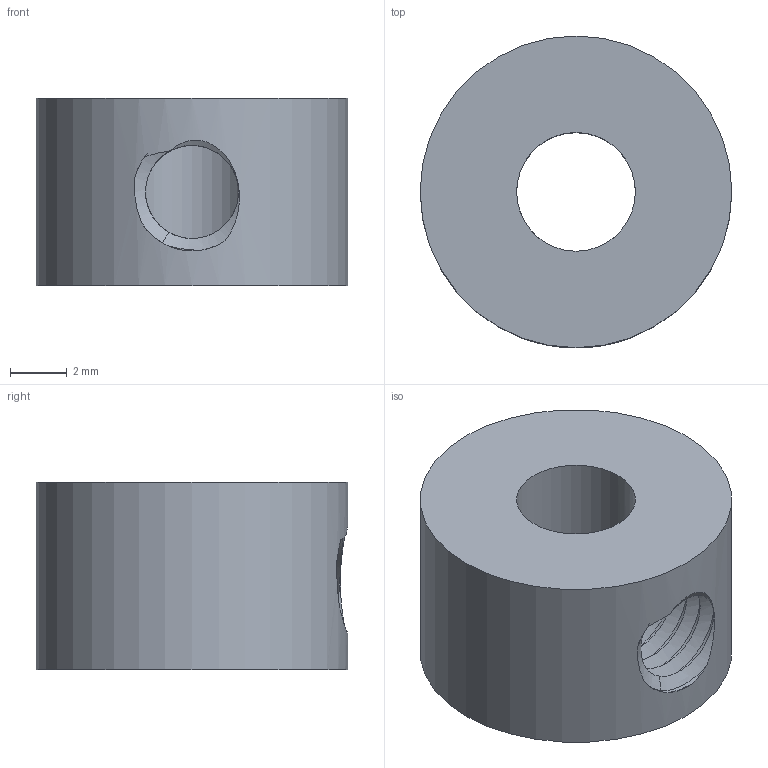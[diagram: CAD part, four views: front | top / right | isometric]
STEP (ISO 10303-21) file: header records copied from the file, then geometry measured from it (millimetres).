
FILE_DESCRIPTION(/* description */ (''),/* implementation_level */ '2;1');
FILE_NAME(/* name */ 'Shaft Collar (with Set Screw Installed)_MIR1_MIR.ipt.step',/* time_stamp */ '2020-04-16T23:19:18-04:00',/* author */ ('Jordan'),/* organization */ (''),/* preprocessor_version */ 'ST-DEVELOPER v17',/* originating_system */ 'Autodesk Inventor 2019',/* authorisation */ '');
FILE_SCHEMA (('AUTOMOTIVE_DESIGN { 1 0 10303 214 3 1 1 }'));
Length unit declared in the file: inch
Products named in the file (1): Shaft Collar (with Set Screw Installed)_MIR1_MIR
Bounding box: 11 x 11 x 6.6 mm (x, y, z)
Volume: 494.9 mm3; surface area: 531.4 mm2
Topology: 1 solids, 1 shells, 31 faces, 97 edges, 70 vertices
Faces by surface type: bspline 15, cylinder 13, plane 3
Full cylindrical faces by diameter (mm): 4.166 x3, 4.191 x1, 11 x1
Entity records: 2968 total; most frequent: CARTESIAN_POINT 2191, ORIENTED_EDGE 194, EDGE_CURVE 97, B_SPLINE_CURVE_WITH_KNOTS 77, VERTEX_POINT 70, DIRECTION 65, EDGE_LOOP 37, FACE_OUTER_BOUND 31
